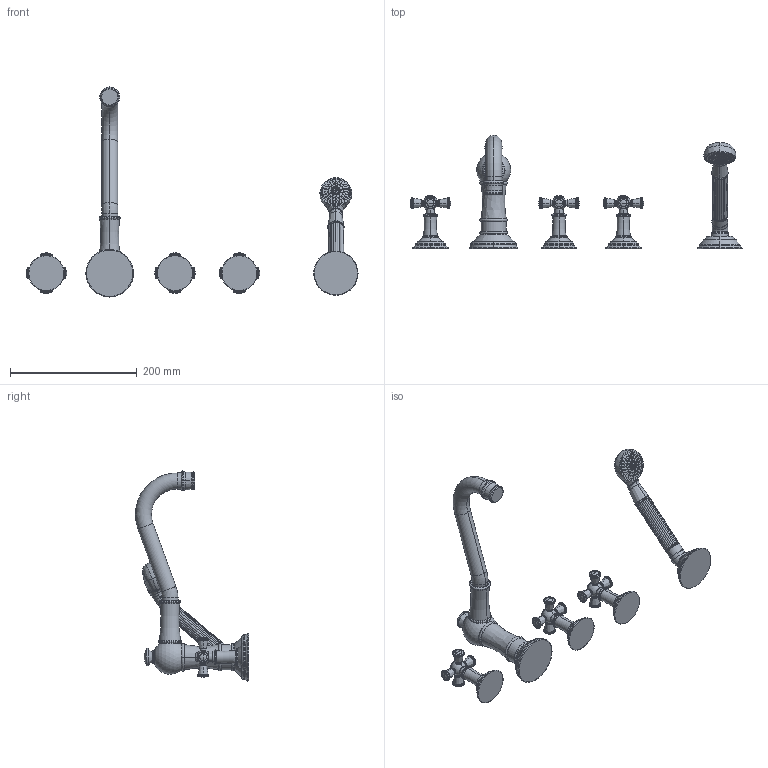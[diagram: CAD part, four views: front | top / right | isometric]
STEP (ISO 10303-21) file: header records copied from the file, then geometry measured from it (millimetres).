
FILE_DESCRIPTION((''),'2;1');
FILE_NAME('3-2467','2021-03-18T14:32:40',('jinson.thomas'),(''),'CREO PARAMETRIC BY PTC INC, 2018400','CREO PARAMETRIC BY PTC INC, 2018400','');
FILE_SCHEMA(('CONFIG_CONTROL_DESIGN'));
Length unit declared in the file: inch
Products named in the file (1): 3-2467
Bounding box: 524.24 x 178.85 x 331.61 mm (x, y, z)
Volume: 768186.4 mm3; surface area: 129959.7 mm2
Topology: 5 solids, 5 shells, 919 faces, 1958 edges, 1107 vertices
Faces by surface type: torus 338, cylinder 212, bspline 161, plane 88, cone 74, sphere 42, revolution 4
Entity records: 33748 total; most frequent: CARTESIAN_POINT 14934, DIRECTION 3990, ORIENTED_EDGE 3848, EDGE_CURVE 1924, AXIS2_PLACEMENT_3D 1845, VERTEX_POINT 1107, CIRCLE 1091, EDGE_LOOP 1011
